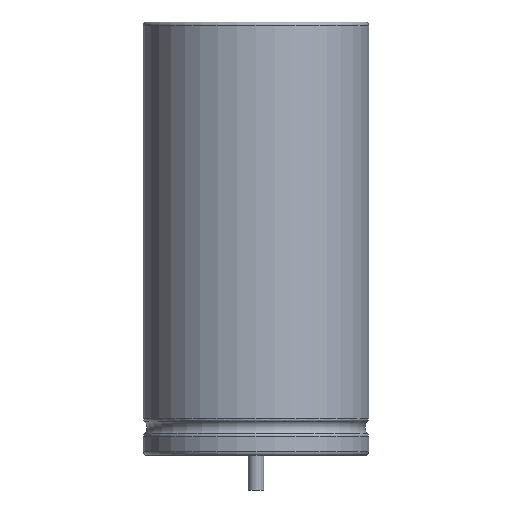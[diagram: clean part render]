
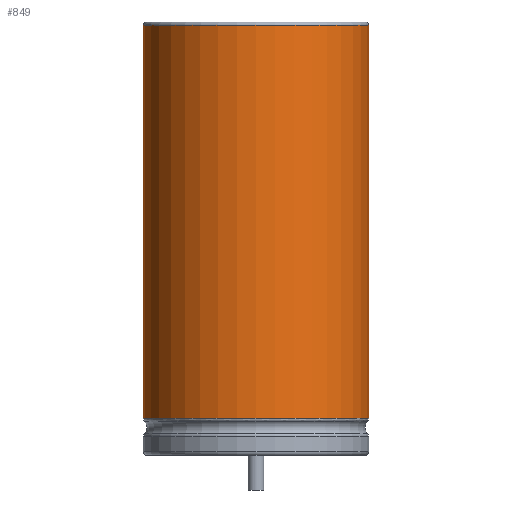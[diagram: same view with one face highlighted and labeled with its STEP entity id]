
A CAD part, left-side view. The second image highlights one B-rep face of the part: STEP entity #849.
In plain terms, the highlighted cylindrical face has radius 6.5 mm (diameter 13 mm), a partial arc.
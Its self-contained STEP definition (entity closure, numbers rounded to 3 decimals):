
#62=LINE('',#1293,#111);
#63=LINE('',#1296,#112);
#111=VECTOR('',#1037,1.);
#112=VECTOR('',#1040,1.);
#160=CYLINDRICAL_SURFACE('',#921,6.5);
#175=FACE_OUTER_BOUND('',#224,.T.);
#224=EDGE_LOOP('',(#554,#555,#556,#557));
#276=CIRCLE('',#914,6.5);
#283=CIRCLE('',#922,6.5);
#337=VERTEX_POINT('',#1278);
#338=VERTEX_POINT('',#1279);
#343=VERTEX_POINT('',#1292);
#344=VERTEX_POINT('',#1294);
#421=EDGE_CURVE('',#337,#338,#276,.T.);
#428=EDGE_CURVE('',#343,#337,#62,.T.);
#429=EDGE_CURVE('',#344,#343,#283,.T.);
#430=EDGE_CURVE('',#344,#338,#63,.T.);
#554=ORIENTED_EDGE('',*,*,#421,.F.);
#555=ORIENTED_EDGE('',*,*,#428,.F.);
#556=ORIENTED_EDGE('',*,*,#429,.F.);
#557=ORIENTED_EDGE('',*,*,#430,.T.);
#849=ADVANCED_FACE('',(#175),#160,.T.);
#914=AXIS2_PLACEMENT_3D('',#1280,#1021,#1022);
#921=AXIS2_PLACEMENT_3D('',#1291,#1035,#1036);
#922=AXIS2_PLACEMENT_3D('',#1295,#1038,#1039);
#1021=DIRECTION('center_axis',(0.,0.,1.));
#1022=DIRECTION('ref_axis',(-1.,0.,0.));
#1035=DIRECTION('center_axis',(0.,0.,1.));
#1036=DIRECTION('ref_axis',(-1.,0.,0.));
#1037=DIRECTION('',(0.,0.,1.));
#1038=DIRECTION('center_axis',(0.,0.,-1.));
#1039=DIRECTION('ref_axis',(0.924,0.383,0.));
#1040=DIRECTION('',(0.,0.,1.));
#1278=CARTESIAN_POINT('',(8.505,2.487,24.8));
#1279=CARTESIAN_POINT('',(8.505,-2.487,24.8));
#1280=CARTESIAN_POINT('Origin',(2.5,0.,24.8));
#1291=CARTESIAN_POINT('Origin',(2.5,0.,2.));
#1292=CARTESIAN_POINT('',(8.505,2.487,2.135));
#1293=CARTESIAN_POINT('',(8.505,2.487,2.));
#1294=CARTESIAN_POINT('',(8.505,-2.487,2.135));
#1295=CARTESIAN_POINT('Origin',(2.5,0.,2.135));
#1296=CARTESIAN_POINT('',(8.505,-2.487,2.));
